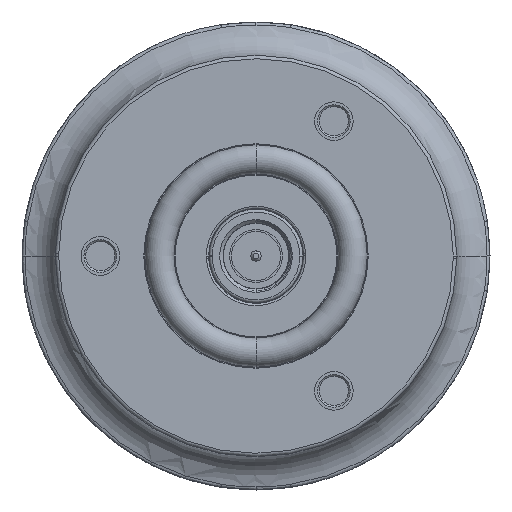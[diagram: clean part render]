
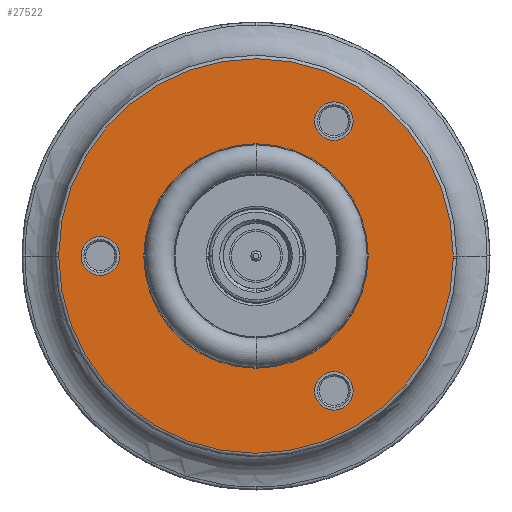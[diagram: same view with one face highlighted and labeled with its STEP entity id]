
A CAD part, front view. The second image highlights one B-rep face of the part: STEP entity #27522.
In plain terms, the highlighted planar face has unit normal (0, -1, 0).
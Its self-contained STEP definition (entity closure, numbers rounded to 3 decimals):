
#9 = CIRCLE ( 'NONE', #4104, 9.588 ) ;
#331 = EDGE_CURVE ( 'NONE', #20748, #13241, #936, .T. ) ;
#593 = VERTEX_POINT ( 'NONE', #4023 ) ;
#640 = AXIS2_PLACEMENT_3D ( 'NONE', #21799, #20622, #23179 ) ;
#681 = CARTESIAN_POINT ( 'NONE',  ( 0., 0., 0. ) ) ;
#745 = DIRECTION ( 'NONE',  ( 0., 1., 0. ) ) ;
#936 = CIRCLE ( 'NONE', #8129, 9.588 ) ;
#1441 = ORIENTED_EDGE ( 'NONE', *, *, #25664, .T. ) ;
#1586 = VERTEX_POINT ( 'NONE', #5753 ) ;
#1955 = FACE_OUTER_BOUND ( 'NONE', #5693, .T. ) ;
#2116 = CARTESIAN_POINT ( 'NONE',  ( 0., 0., 0. ) ) ;
#2668 = CARTESIAN_POINT ( 'NONE',  ( -13.3, 0., 0. ) ) ;
#2784 = DIRECTION ( 'NONE',  ( 0., 1., 0. ) ) ;
#3124 = CARTESIAN_POINT ( 'NONE',  ( -13.3, 0., 0. ) ) ;
#3175 = DIRECTION ( 'NONE',  ( 0., 1., 0. ) ) ;
#3483 = CARTESIAN_POINT ( 'NONE',  ( 0., 0., -9.588 ) ) ;
#3522 = DIRECTION ( 'NONE',  ( 0., 1., 0. ) ) ;
#3669 = DIRECTION ( 'NONE',  ( 0., -1., 0. ) ) ;
#4023 = CARTESIAN_POINT ( 'NONE',  ( 5.221, 0., -12.343 ) ) ;
#4033 = CARTESIAN_POINT ( 'NONE',  ( -13.3, 0., -1.65 ) ) ;
#4104 = AXIS2_PLACEMENT_3D ( 'NONE', #10191, #20002, #7793 ) ;
#4346 = CARTESIAN_POINT ( 'NONE',  ( 16.854, 0., 0. ) ) ;
#4743 = AXIS2_PLACEMENT_3D ( 'NONE', #681, #30226, #30068 ) ;
#5550 = CIRCLE ( 'NONE', #12752, 1.65 ) ;
#5592 = DIRECTION ( 'NONE',  ( 1., 0., 0. ) ) ;
#5693 = EDGE_LOOP ( 'NONE', ( #19676, #1441, #12053, #19407 ) ) ;
#5753 = CARTESIAN_POINT ( 'NONE',  ( 5.221, 0., 12.343 ) ) ;
#5774 = CARTESIAN_POINT ( 'NONE',  ( 0., 0., 0. ) ) ;
#6634 = FACE_BOUND ( 'NONE', #6996, .T. ) ;
#6996 = EDGE_LOOP ( 'NONE', ( #20710, #17653 ) ) ;
#7404 = ORIENTED_EDGE ( 'NONE', *, *, #16560, .T. ) ;
#7793 = DIRECTION ( 'NONE',  ( 0., 0., 1. ) ) ;
#7852 = CIRCLE ( 'NONE', #4743, 16.854 ) ;
#8129 = AXIS2_PLACEMENT_3D ( 'NONE', #18503, #23163, #28118 ) ;
#9033 = DIRECTION ( 'NONE',  ( 0., -1., 0. ) ) ;
#9727 = AXIS2_PLACEMENT_3D ( 'NONE', #5774, #3669, #11210 ) ;
#9881 = EDGE_CURVE ( 'NONE', #13241, #20748, #9, .T. ) ;
#10000 = CARTESIAN_POINT ( 'NONE',  ( 8.079, 0., 10.693 ) ) ;
#10111 = VERTEX_POINT ( 'NONE', #10669 ) ;
#10123 = DIRECTION ( 'NONE',  ( -1., 0., 0. ) ) ;
#10191 = CARTESIAN_POINT ( 'NONE',  ( 0., 0., 0. ) ) ;
#10669 = CARTESIAN_POINT ( 'NONE',  ( -13.3, 0., 1.65 ) ) ;
#10915 = CIRCLE ( 'NONE', #25802, 1.65 ) ;
#11035 = EDGE_CURVE ( 'NONE', #28593, #18275, #7852, .T. ) ;
#11210 = DIRECTION ( 'NONE',  ( 1., 0., 0. ) ) ;
#11262 = EDGE_CURVE ( 'NONE', #29028, #1586, #13997, .T. ) ;
#11422 = CIRCLE ( 'NONE', #640, 1.65 ) ;
#11645 = EDGE_CURVE ( 'NONE', #31136, #593, #11422, .T. ) ;
#11958 = AXIS2_PLACEMENT_3D ( 'NONE', #21360, #3522, #15742 ) ;
#12053 = ORIENTED_EDGE ( 'NONE', *, *, #24333, .T. ) ;
#12078 = AXIS2_PLACEMENT_3D ( 'NONE', #3124, #20791, #12930 ) ;
#12752 = AXIS2_PLACEMENT_3D ( 'NONE', #2668, #745, #22444 ) ;
#12930 = DIRECTION ( 'NONE',  ( 0., 0., 1. ) ) ;
#13049 = EDGE_CURVE ( 'NONE', #593, #31136, #23717, .T. ) ;
#13241 = VERTEX_POINT ( 'NONE', #28750 ) ;
#13386 = AXIS2_PLACEMENT_3D ( 'NONE', #2116, #9033, #23820 ) ;
#13432 = ORIENTED_EDGE ( 'NONE', *, *, #331, .F. ) ;
#13842 = EDGE_CURVE ( 'NONE', #10111, #17331, #15886, .T. ) ;
#13868 = PLANE ( 'NONE',  #13386 ) ;
#13997 = CIRCLE ( 'NONE', #11958, 1.65 ) ;
#14399 = CARTESIAN_POINT ( 'NONE',  ( -16.854, 0., 0. ) ) ;
#15742 = DIRECTION ( 'NONE',  ( 0.866, 0., -0.5 ) ) ;
#15886 = CIRCLE ( 'NONE', #12078, 1.65 ) ;
#16542 = AXIS2_PLACEMENT_3D ( 'NONE', #29605, #2784, #25284 ) ;
#16560 = EDGE_CURVE ( 'NONE', #1586, #29028, #10915, .T. ) ;
#17307 = CARTESIAN_POINT ( 'NONE',  ( 6.65, 0., 11.518 ) ) ;
#17329 = VERTEX_POINT ( 'NONE', #4346 ) ;
#17331 = VERTEX_POINT ( 'NONE', #4033 ) ;
#17573 = EDGE_LOOP ( 'NONE', ( #23241, #7404 ) ) ;
#17653 = ORIENTED_EDGE ( 'NONE', *, *, #11645, .T. ) ;
#17794 = DIRECTION ( 'NONE',  ( 0., -1., 0. ) ) ;
#17954 = CARTESIAN_POINT ( 'NONE',  ( 8.079, 0., -10.693 ) ) ;
#18163 = CARTESIAN_POINT ( 'NONE',  ( 16.853, 0., -0.176 ) ) ;
#18232 = EDGE_LOOP ( 'NONE', ( #27851, #13432 ) ) ;
#18275 = VERTEX_POINT ( 'NONE', #18163 ) ;
#18503 = CARTESIAN_POINT ( 'NONE',  ( 0., 0., 0. ) ) ;
#19350 = EDGE_CURVE ( 'NONE', #24279, #28593, #20952, .T. ) ;
#19407 = ORIENTED_EDGE ( 'NONE', *, *, #19350, .T. ) ;
#19676 = ORIENTED_EDGE ( 'NONE', *, *, #11035, .T. ) ;
#20002 = DIRECTION ( 'NONE',  ( 0., -1., 0. ) ) ;
#20052 = DIRECTION ( 'NONE',  ( -0.866, 0., 0.5 ) ) ;
#20060 = CARTESIAN_POINT ( 'NONE',  ( -16.853, 0., 0.176 ) ) ;
#20342 = EDGE_CURVE ( 'NONE', #17331, #10111, #5550, .T. ) ;
#20622 = DIRECTION ( 'NONE',  ( 0., 1., 0. ) ) ;
#20710 = ORIENTED_EDGE ( 'NONE', *, *, #13049, .T. ) ;
#20748 = VERTEX_POINT ( 'NONE', #3483 ) ;
#20791 = DIRECTION ( 'NONE',  ( 0., 1., 0. ) ) ;
#20952 = CIRCLE ( 'NONE', #9727, 16.854 ) ;
#21360 = CARTESIAN_POINT ( 'NONE',  ( 6.65, 0., 11.518 ) ) ;
#21377 = ORIENTED_EDGE ( 'NONE', *, *, #13842, .T. ) ;
#21561 = ORIENTED_EDGE ( 'NONE', *, *, #20342, .T. ) ;
#21711 = EDGE_LOOP ( 'NONE', ( #21377, #21561 ) ) ;
#21799 = CARTESIAN_POINT ( 'NONE',  ( 6.65, 0., -11.518 ) ) ;
#21876 = DIRECTION ( 'NONE',  ( 0., -1., 0. ) ) ;
#22047 = AXIS2_PLACEMENT_3D ( 'NONE', #24433, #21876, #10123 ) ;
#22444 = DIRECTION ( 'NONE',  ( 0., 0., -1. ) ) ;
#23163 = DIRECTION ( 'NONE',  ( 0., -1., 0. ) ) ;
#23179 = DIRECTION ( 'NONE',  ( 0.866, 0., 0.5 ) ) ;
#23241 = ORIENTED_EDGE ( 'NONE', *, *, #11262, .T. ) ;
#23717 = CIRCLE ( 'NONE', #16542, 1.65 ) ;
#23820 = DIRECTION ( 'NONE',  ( 0., 0., -1. ) ) ;
#24279 = VERTEX_POINT ( 'NONE', #20060 ) ;
#24333 = EDGE_CURVE ( 'NONE', #17329, #24279, #25595, .T. ) ;
#24433 = CARTESIAN_POINT ( 'NONE',  ( 0., 0., 0. ) ) ;
#25027 = CARTESIAN_POINT ( 'NONE',  ( 0., 0., 0. ) ) ;
#25284 = DIRECTION ( 'NONE',  ( -0.866, 0., -0.5 ) ) ;
#25595 = CIRCLE ( 'NONE', #28669, 16.854 ) ;
#25664 = EDGE_CURVE ( 'NONE', #18275, #17329, #26664, .T. ) ;
#25802 = AXIS2_PLACEMENT_3D ( 'NONE', #17307, #3175, #20052 ) ;
#26378 = FACE_BOUND ( 'NONE', #18232, .T. ) ;
#26664 = CIRCLE ( 'NONE', #22047, 16.854 ) ;
#27522 = ADVANCED_FACE ( 'NONE', ( #1955, #31176, #28617, #6634, #26378 ), #13868, .T. ) ;
#27851 = ORIENTED_EDGE ( 'NONE', *, *, #9881, .F. ) ;
#28118 = DIRECTION ( 'NONE',  ( 0., 0., -1. ) ) ;
#28593 = VERTEX_POINT ( 'NONE', #14399 ) ;
#28617 = FACE_BOUND ( 'NONE', #17573, .T. ) ;
#28669 = AXIS2_PLACEMENT_3D ( 'NONE', #25027, #17794, #5592 ) ;
#28750 = CARTESIAN_POINT ( 'NONE',  ( 0., 0., 9.588 ) ) ;
#29028 = VERTEX_POINT ( 'NONE', #10000 ) ;
#29605 = CARTESIAN_POINT ( 'NONE',  ( 6.65, 0., -11.518 ) ) ;
#30068 = DIRECTION ( 'NONE',  ( -1., 0., 0. ) ) ;
#30226 = DIRECTION ( 'NONE',  ( 0., -1., 0. ) ) ;
#31136 = VERTEX_POINT ( 'NONE', #17954 ) ;
#31176 = FACE_BOUND ( 'NONE', #21711, .T. ) ;
